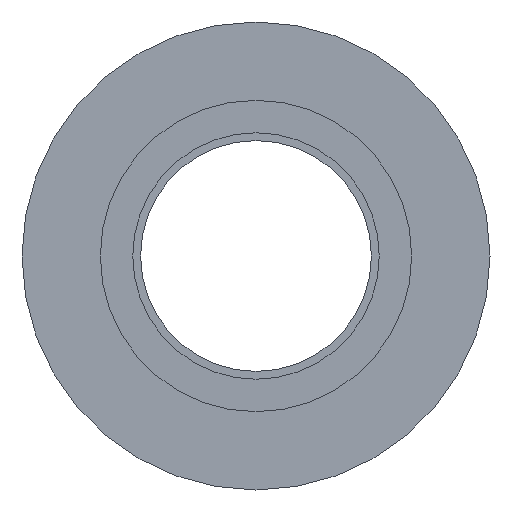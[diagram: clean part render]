
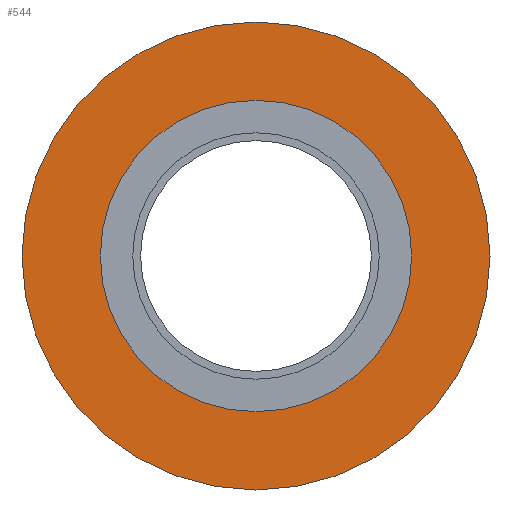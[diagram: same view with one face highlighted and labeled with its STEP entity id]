
A CAD part, left-side view. The second image highlights one B-rep face of the part: STEP entity #544.
In plain terms, the highlighted planar face has unit normal (-1, 0, 0).
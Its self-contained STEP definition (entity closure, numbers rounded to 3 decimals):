
#36 = DIRECTION ( 'NONE',  ( -1., 0., 0. ) ) ;
#78 = CARTESIAN_POINT ( 'NONE',  ( -10.38, 37.365, 0. ) ) ;
#82 = AXIS2_PLACEMENT_3D ( 'NONE', #349, #36, #734 ) ;
#86 = EDGE_CURVE ( 'NONE', #431, #390, #382, .T. ) ;
#113 = DIRECTION ( 'NONE',  ( 0., 0., 1. ) ) ;
#144 = DIRECTION ( 'NONE',  ( -1., 0., 0. ) ) ;
#164 = AXIS2_PLACEMENT_3D ( 'NONE', #650, #663, #113 ) ;
#169 = ORIENTED_EDGE ( 'NONE', *, *, #86, .F. ) ;
#173 = AXIS2_PLACEMENT_3D ( 'NONE', #78, #388, #327 ) ;
#216 = VERTEX_POINT ( 'NONE', #717 ) ;
#229 = CIRCLE ( 'NONE', #723, 16.8 ) ;
#263 = ORIENTED_EDGE ( 'NONE', *, *, #699, .T. ) ;
#264 = CIRCLE ( 'NONE', #82, 25.25 ) ;
#270 = PLANE ( 'NONE',  #173 ) ;
#272 = DIRECTION ( 'NONE',  ( 0., 0., 1. ) ) ;
#302 = ORIENTED_EDGE ( 'NONE', *, *, #710, .T. ) ;
#315 = CARTESIAN_POINT ( 'NONE',  ( -10.38, 12.115, 0. ) ) ;
#322 = DIRECTION ( 'NONE',  ( -1., 0., 0. ) ) ;
#323 = ORIENTED_EDGE ( 'NONE', *, *, #739, .F. ) ;
#327 = DIRECTION ( 'NONE',  ( 0., 0., -1. ) ) ;
#339 = VERTEX_POINT ( 'NONE', #664 ) ;
#349 = CARTESIAN_POINT ( 'NONE',  ( -10.38, 12.115, 0. ) ) ;
#359 = CARTESIAN_POINT ( 'NONE',  ( -10.38, 12.115, 16.8 ) ) ;
#379 = DIRECTION ( 'NONE',  ( 0., 0., 1. ) ) ;
#382 = CIRCLE ( 'NONE', #489, 16.8 ) ;
#388 = DIRECTION ( 'NONE',  ( 1., 0., 0. ) ) ;
#390 = VERTEX_POINT ( 'NONE', #359 ) ;
#431 = VERTEX_POINT ( 'NONE', #488 ) ;
#488 = CARTESIAN_POINT ( 'NONE',  ( -10.38, 12.115, -16.8 ) ) ;
#489 = AXIS2_PLACEMENT_3D ( 'NONE', #697, #144, #272 ) ;
#510 = CIRCLE ( 'NONE', #164, 25.25 ) ;
#544 = ADVANCED_FACE ( 'NONE', ( #591, #635 ), #270, .F. ) ;
#562 = EDGE_LOOP ( 'NONE', ( #263, #302 ) ) ;
#591 = FACE_BOUND ( 'NONE', #612, .T. ) ;
#612 = EDGE_LOOP ( 'NONE', ( #323, #169 ) ) ;
#635 = FACE_OUTER_BOUND ( 'NONE', #562, .T. ) ;
#650 = CARTESIAN_POINT ( 'NONE',  ( -10.38, 12.115, 0. ) ) ;
#663 = DIRECTION ( 'NONE',  ( -1., 0., 0. ) ) ;
#664 = CARTESIAN_POINT ( 'NONE',  ( -10.38, 12.115, -25.25 ) ) ;
#697 = CARTESIAN_POINT ( 'NONE',  ( -10.38, 12.115, 0. ) ) ;
#699 = EDGE_CURVE ( 'NONE', #216, #339, #510, .T. ) ;
#710 = EDGE_CURVE ( 'NONE', #339, #216, #264, .T. ) ;
#717 = CARTESIAN_POINT ( 'NONE',  ( -10.38, 12.115, 25.25 ) ) ;
#723 = AXIS2_PLACEMENT_3D ( 'NONE', #315, #322, #379 ) ;
#734 = DIRECTION ( 'NONE',  ( 0., 0., 1. ) ) ;
#739 = EDGE_CURVE ( 'NONE', #390, #431, #229, .T. ) ;
